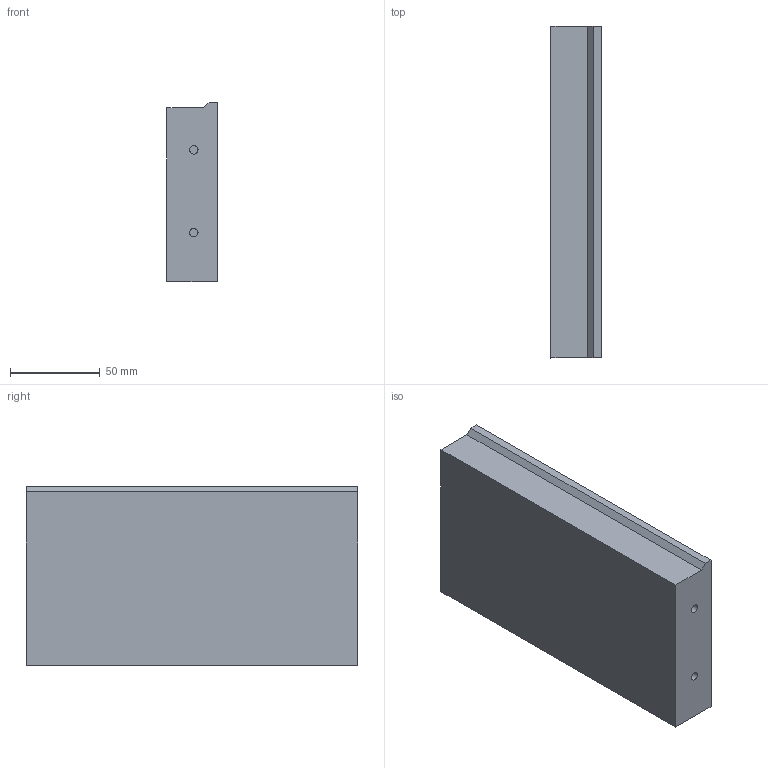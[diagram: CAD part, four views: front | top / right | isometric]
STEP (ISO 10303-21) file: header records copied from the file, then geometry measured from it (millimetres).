
FILE_DESCRIPTION(('HOOPS Exchange Step'),'2;1');
FILE_NAME('Solid Blank Panel.stp','2026-02-08T20:56:43+19:00',('RED'),('Unknown organisation'),'HOOPS Exchange 2025.8','HOOPS Exchange','Unknown authorisation');
FILE_SCHEMA( ('AP203_CONFIGURATION_CONTROLLED_3D_DESIGN_OF_MECHANICAL_PARTS_AND_ASSEMBLIES_MIM_LF') );
Length unit declared in the file: millimetre
Products named in the file (2): 0; root
Assembly tree (1 placements, depth 2):
  root
    0
Bounding box: 28 x 185.01 x 100 mm (x, y, z)
Volume: 505454.2 mm3; surface area: 52905.3 mm2
Topology: 1 solids, 1 shells, 22 faces, 48 edges, 35 vertices
Faces by surface type: plane 12, cylinder 7, bspline 3
Full cylindrical faces by diameter (mm): 3.2 x5, 4.7 x2
Entity records: 853 total; most frequent: CARTESIAN_POINT 321, DIRECTION 105, ORIENTED_EDGE 96, EDGE_CURVE 48, AXIS2_PLACEMENT_3D 43, VERTEX_POINT 35, EDGE_LOOP 29, FACE_BOUND 29
